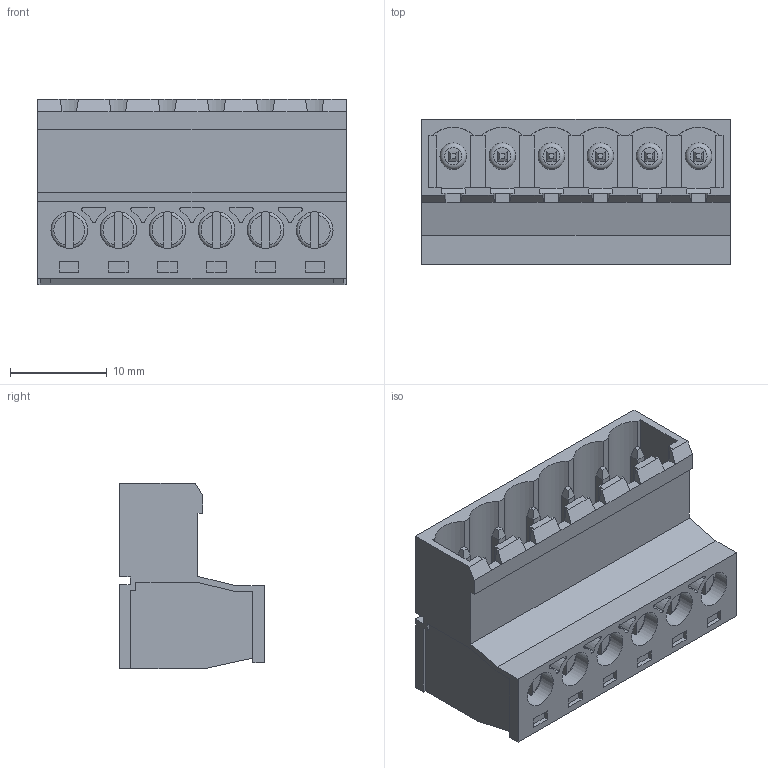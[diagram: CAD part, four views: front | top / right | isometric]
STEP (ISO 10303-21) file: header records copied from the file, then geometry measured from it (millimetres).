
FILE_DESCRIPTION( ( 'Unknown' ), '1' );
FILE_NAME( '691348500006.stp', 'Unknown', ( 'Unknown' ), ( 'Unknown' ), 'PSStep 15.0.49', 'Unknown', ' ' );
FILE_SCHEMA( ( 'AUTOMOTIVE_DESIGN { 1 0 10303 214 1 1 1 1 }' ) );
Length unit declared in the file: millimetre
Products named in the file (6): Assem1; 6913485000xx_PIN; 6913485000xx_CAGE; 6913485000xx_VISSE; 691348400006; 691348400006_CAPOT
Assembly tree (20 placements, depth 2):
  Assem1
    6913485000xx_PIN  x6
    6913485000xx_CAGE  x6
    6913485000xx_VISSE  x6
    691348400006
    691348400006_CAPOT
Bounding box: 31.98 x 15 x 19.2 mm (x, y, z)
Volume: 3869.7 mm3; surface area: 9094.3 mm2
Topology: 20 solids, 20 shells, 887 faces, 2332 edges, 1514 vertices
Faces by surface type: plane 730, cylinder 121, torus 24, cone 12
Full cylindrical faces by diameter (mm): 2.6 x6, 2.75 x6, 2.9 x12, 3.8 x12
Entity records: 24600 total; most frequent: CARTESIAN_POINT 3431, ORIENTED_EDGE 3316, DIRECTION 3128, EDGE_CURVE 1658, LINE 1486, VECTOR 1486, VERTEX_POINT 1100, AXIS2_PLACEMENT_3D 821
